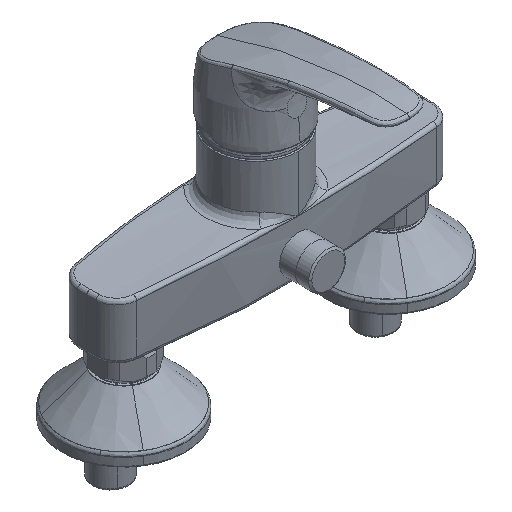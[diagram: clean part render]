
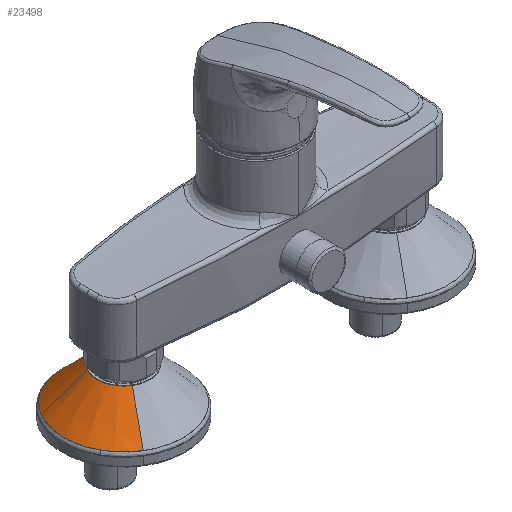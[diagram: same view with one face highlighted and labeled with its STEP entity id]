
A CAD part, isometric view. The second image highlights one B-rep face of the part: STEP entity #23498.
In plain terms, the highlighted conical face has half-angle 45 degrees and reference radius 34.121 mm.
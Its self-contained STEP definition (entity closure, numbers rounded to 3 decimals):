
#120 = CARTESIAN_POINT ( 'NONE',  ( -57.08, 29.037, 11.942 ) ) ;
#872 = VERTEX_POINT ( 'NONE', #6188 ) ;
#1983 = EDGE_CURVE ( 'NONE', #23357, #3218, #6416, .T. ) ;
#2970 = EDGE_CURVE ( 'NONE', #23357, #7700, #21098, .T. ) ;
#3218 = VERTEX_POINT ( 'NONE', #16805 ) ;
#3697 = CIRCLE ( 'NONE', #22715, 34.121 ) ;
#4026 = CARTESIAN_POINT ( 'NONE',  ( -75., 0., 11.942 ) ) ;
#5358 = DIRECTION ( 'NONE',  ( 0., 0., 1. ) ) ;
#6023 = CARTESIAN_POINT ( 'NONE',  ( -67.122, 12.765, 31.063 ) ) ;
#6039 = DIRECTION ( 'NONE',  ( -0.869, -0.495, 0. ) ) ;
#6188 = CARTESIAN_POINT ( 'NONE',  ( -92.92, -29.037, 11.942 ) ) ;
#6416 = LINE ( 'NONE', #120, #21175 ) ;
#7469 = FACE_OUTER_BOUND ( 'NONE', #8079, .T. ) ;
#7700 = VERTEX_POINT ( 'NONE', #20273 ) ;
#8079 = EDGE_LOOP ( 'NONE', ( #13953, #15478, #18758, #18437, #14140 ) ) ;
#8493 = DIRECTION ( 'NONE',  ( 0., 0., -1. ) ) ;
#10768 = DIRECTION ( 'NONE',  ( 0., 0., 1. ) ) ;
#11082 = AXIS2_PLACEMENT_3D ( 'NONE', #16976, #5358, #18885 ) ;
#11250 = EDGE_CURVE ( 'NONE', #3218, #15277, #3697, .T. ) ;
#11456 = CONICAL_SURFACE ( 'NONE', #18891, 34.121, 0.785 ) ;
#12253 = DIRECTION ( 'NONE',  ( 0.525, 0.851, 0. ) ) ;
#12386 = LINE ( 'NONE', #15817, #17470 ) ;
#13908 = DIRECTION ( 'NONE',  ( -0.371, -0.602, -0.707 ) ) ;
#13953 = ORIENTED_EDGE ( 'NONE', *, *, #22899, .F. ) ;
#14140 = ORIENTED_EDGE ( 'NONE', *, *, #18194, .T. ) ;
#15277 = VERTEX_POINT ( 'NONE', #19368 ) ;
#15478 = ORIENTED_EDGE ( 'NONE', *, *, #2970, .F. ) ;
#15817 = CARTESIAN_POINT ( 'NONE',  ( -92.92, -29.037, 11.942 ) ) ;
#16622 = CIRCLE ( 'NONE', #11082, 34.121 ) ;
#16805 = CARTESIAN_POINT ( 'NONE',  ( -57.08, 29.037, 11.942 ) ) ;
#16976 = CARTESIAN_POINT ( 'NONE',  ( -75., 0., 11.942 ) ) ;
#17470 = VECTOR ( 'NONE', #13908, 1000. ) ;
#17628 = DIRECTION ( 'NONE',  ( 0., 0., 1. ) ) ;
#18194 = EDGE_CURVE ( 'NONE', #15277, #872, #16622, .T. ) ;
#18437 = ORIENTED_EDGE ( 'NONE', *, *, #11250, .T. ) ;
#18758 = ORIENTED_EDGE ( 'NONE', *, *, #1983, .T. ) ;
#18885 = DIRECTION ( 'NONE',  ( -0.869, -0.495, 0. ) ) ;
#18891 = AXIS2_PLACEMENT_3D ( 'NONE', #20020, #8493, #12253 ) ;
#19368 = CARTESIAN_POINT ( 'NONE',  ( -104.647, -16.891, 11.942 ) ) ;
#20020 = CARTESIAN_POINT ( 'NONE',  ( -75., 0., 11.942 ) ) ;
#20273 = CARTESIAN_POINT ( 'NONE',  ( -82.878, -12.765, 31.063 ) ) ;
#21098 = CIRCLE ( 'NONE', #21534, 15. ) ;
#21175 = VECTOR ( 'NONE', #21427, 1000. ) ;
#21427 = DIRECTION ( 'NONE',  ( 0.371, 0.602, -0.707 ) ) ;
#21534 = AXIS2_PLACEMENT_3D ( 'NONE', #22202, #10768, #24082 ) ;
#22202 = CARTESIAN_POINT ( 'NONE',  ( -75., 0., 31.063 ) ) ;
#22715 = AXIS2_PLACEMENT_3D ( 'NONE', #4026, #17628, #6039 ) ;
#22899 = EDGE_CURVE ( 'NONE', #7700, #872, #12386, .T. ) ;
#23357 = VERTEX_POINT ( 'NONE', #6023 ) ;
#23498 = ADVANCED_FACE ( 'NONE', ( #7469 ), #11456, .T. ) ;
#24082 = DIRECTION ( 'NONE',  ( 0.525, 0.851, 0. ) ) ;
